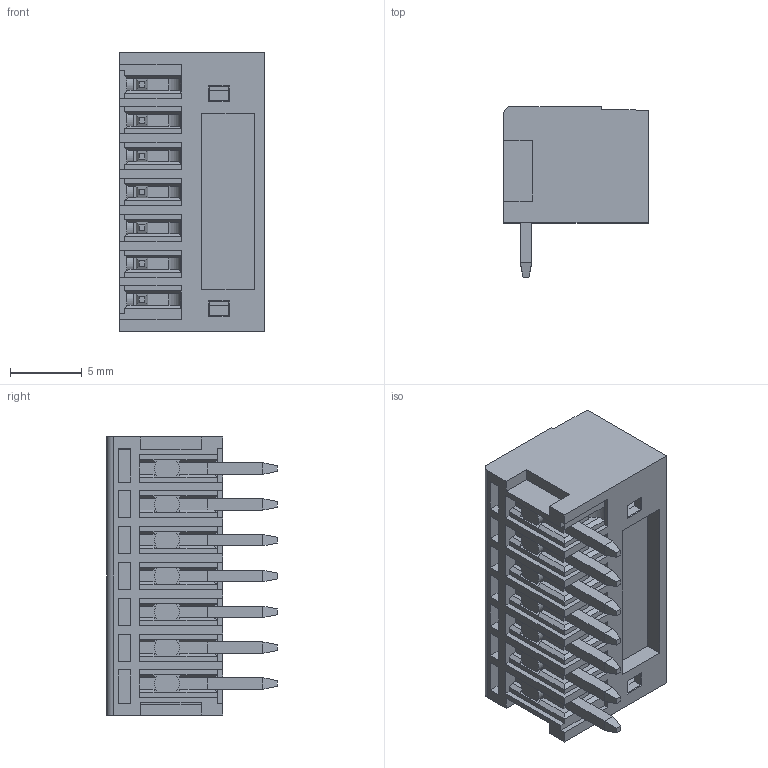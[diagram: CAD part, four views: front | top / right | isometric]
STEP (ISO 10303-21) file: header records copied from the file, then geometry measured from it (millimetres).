
FILE_DESCRIPTION((''),'2;1');
FILE_NAME('TLPHC-006R-17P','2024-09-18T',('sheji'),(''),'PRO/ENGINEER BY PARAMETRIC TECHNOLOGY CORPORATION, 2015240','PRO/ENGINEER BY PARAMETRIC TECHNOLOGY CORPORATION, 2015240','');
FILE_SCHEMA(('CONFIG_CONTROL_DESIGN'));
Length unit declared in the file: millimetre
Products named in the file (1): TLPHC-006R-17P
Bounding box: 10.1 x 11.9 x 19.4 mm (x, y, z)
Volume: 878.4 mm3; surface area: 1808.4 mm2
Topology: 1 solids, 1 shells, 697 faces, 1844 edges, 1172 vertices
Faces by surface type: plane 612, cylinder 57, cone 28
Entity records: 21125 total; most frequent: CARTESIAN_POINT 3782, ORIENTED_EDGE 3688, DIRECTION 3387, EDGE_CURVE 1844, VECTOR 1653, LINE 1653, VERTEX_POINT 1172, AXIS2_PLACEMENT_3D 867
